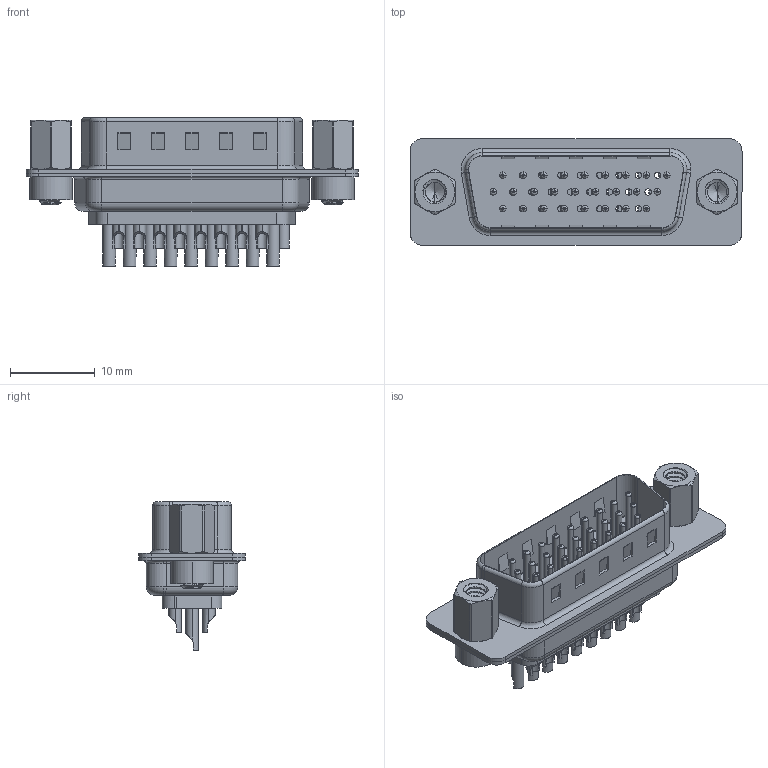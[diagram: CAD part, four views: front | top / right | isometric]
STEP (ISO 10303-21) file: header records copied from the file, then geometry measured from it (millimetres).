
FILE_DESCRIPTION (( 'STEP AP203' ), '1' );
FILE_NAME ('637-026-232-043.STEP', '2019-05-14T15:40:54', ( '' ), ( '' ), 'SwSTEP 2.0', 'SolidWorks 2016', '' );
FILE_SCHEMA (( 'CONFIG_CONTROL_DESIGN' ));
Length unit declared in the file: millimetre
Products named in the file (9): 637 Contact Row 3_32; 637 4-40 Threaded Rivet; 637 4-40 Hex Standoff; 637-026-232-043; 637 Housing_26 Contacts; 637 Shell Front_26 Contacts; 637 Shell Rear_26 Contacts; 637 Contact Row 1_32; 637 Contact Row 2_32
Assembly tree (33 placements, depth 2):
  637-026-232-043
    637 Housing_26 Contacts
    637 Shell Front_26 Contacts
    637 Shell Rear_26 Contacts
    637 Contact Row 1_32  x9
    637 Contact Row 2_32  x9
    637 Contact Row 3_32  x8
    637 4-40 Threaded Rivet  x2
    637 4-40 Hex Standoff  x2
Bounding box: 39.2 x 12.6 x 17.55 mm (x, y, z)
Volume: 2067.6 mm3; surface area: 7410 mm2
Topology: 33 solids, 33 shells, 2130 faces, 5469 edges, 3468 vertices
Faces by surface type: cylinder 959, torus 596, plane 525, cone 32, bspline 18
Entity records: 28372 total; most frequent: CARTESIAN_POINT 8372, DIRECTION 4101, ORIENTED_EDGE 3708, EDGE_CURVE 1854, AXIS2_PLACEMENT_3D 1648, VERTEX_POINT 1187, EDGE_LOOP 895, CIRCLE 875
